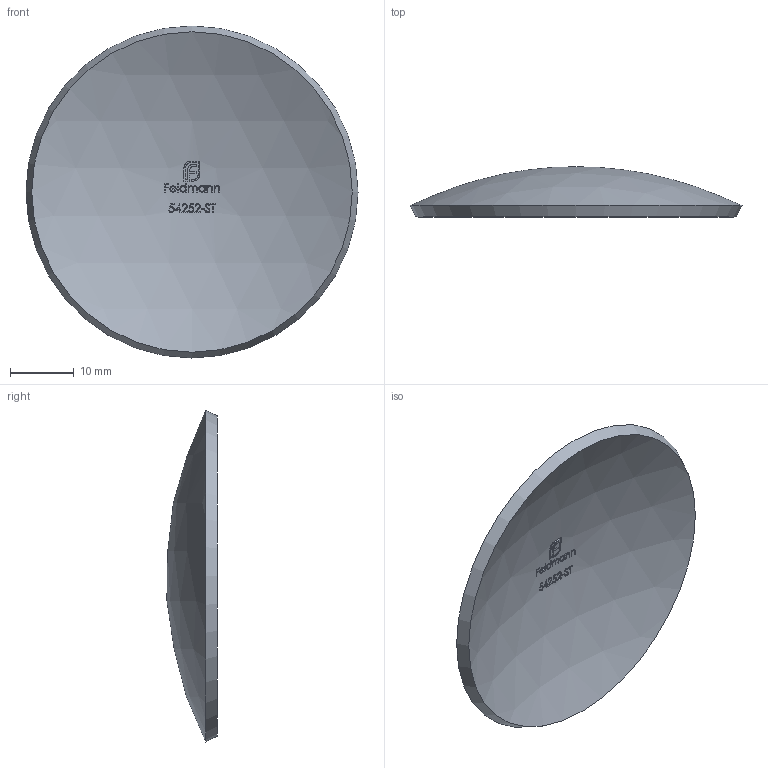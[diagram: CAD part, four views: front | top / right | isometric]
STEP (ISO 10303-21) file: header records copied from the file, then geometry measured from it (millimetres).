
FILE_DESCRIPTION (( 'STEP AP203' ), '1' );
FILE_NAME ('54252-ST.step', '2022-05-05T09:42:37', ( '' ), ( '' ), 'SwSTEP 2.0', 'SolidWorks 2018', '' );
FILE_SCHEMA (( 'CONFIG_CONTROL_DESIGN' ));
Length unit declared in the file: millimetre
Products named in the file (1): 54252-ST
Bounding box: 52 x 7.87 x 52 mm (x, y, z)
Volume: 4334.9 mm3; surface area: 4669.3 mm2
Topology: 1 solids, 1 shells, 262 faces, 717 edges, 478 vertices
Faces by surface type: plane 127, bspline 111, sphere 23, cone 1
Entity records: 12424 total; most frequent: CARTESIAN_POINT 6209, ORIENTED_EDGE 1432, DIRECTION 1054, EDGE_CURVE 716, VERTEX_POINT 478, AXIS2_PLACEMENT_3D 408, EDGE_LOOP 284, ADVANCED_FACE 262
